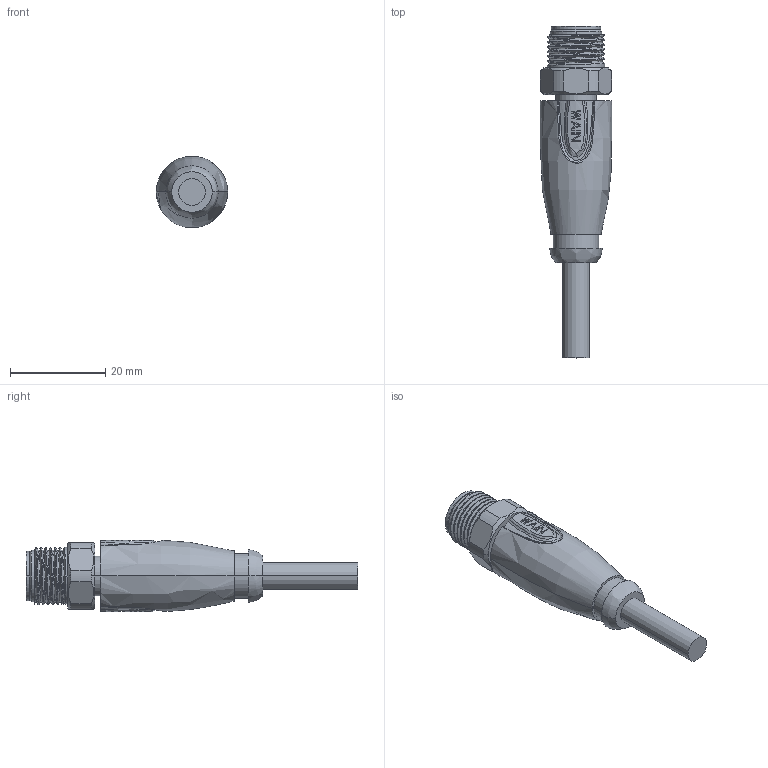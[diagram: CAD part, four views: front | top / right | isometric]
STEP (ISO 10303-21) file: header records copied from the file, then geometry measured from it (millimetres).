
FILE_DESCRIPTION(/* description */ (''),/* implementation_level */ '2;1');
FILE_NAME(/* name */ '3D_1630044014241_M12S-M04A-T-1.5-PUR_V1.1_stp.stp',/* time_stamp */ '2023-12-26T15:12:58+08:00',/* author */ (''),/* organization */ (''),/* preprocessor_version */ 'ST-DEVELOPER v18.1',/* originating_system */ 'SIEMENS PLM Software NX 1980',/* authorisation */ '');
FILE_SCHEMA (('AUTOMOTIVE_DESIGN { 1 0 10303 214 3 1 1 1 }'));
Length unit declared in the file: millimetre
Products named in the file (1): 3D_1630044014241_M12S-M04A-T-1.5-PUR_V1.0_stp
Bounding box: 15 x 69.7 x 15 mm (x, y, z)
Volume: 6664.4 mm3; surface area: 4492 mm2
Topology: 1 solids, 5 shells, 310 faces, 734 edges, 466 vertices
Faces by surface type: plane 125, cylinder 108, cone 43, bspline 18, sphere 8, torus 4, revolution 4
Entity records: 15145 total; most frequent: CARTESIAN_POINT 7512, ORIENTED_EDGE 1444, DIRECTION 1270, EDGE_CURVE 722, AXIS2_PLACEMENT_3D 526, VERTEX_POINT 466, EDGE_LOOP 362, ADVANCED_FACE 310
